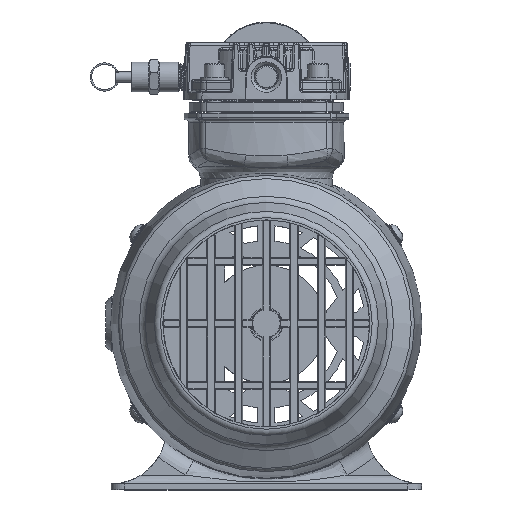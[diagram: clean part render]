
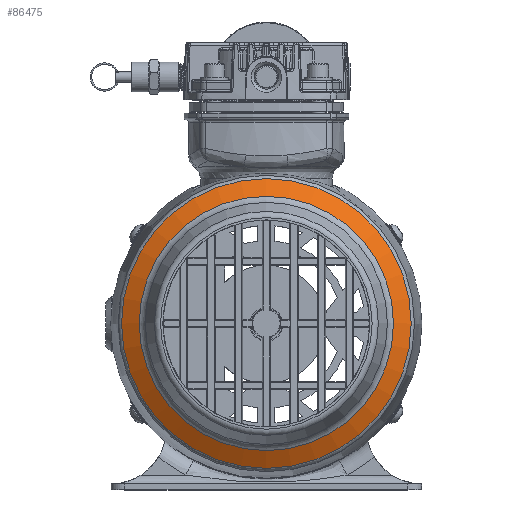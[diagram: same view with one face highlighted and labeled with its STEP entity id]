
A CAD part, top view. The second image highlights one B-rep face of the part: STEP entity #86475.
In plain terms, the highlighted conical face has half-angle 60 degrees and reference radius 66.642 mm.
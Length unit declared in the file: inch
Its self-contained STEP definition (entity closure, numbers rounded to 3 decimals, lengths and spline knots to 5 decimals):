
#2237 = DIRECTION ( 'NONE',  ( 0., 0., -1. ) ) ;
#4760 = CONICAL_SURFACE ( 'NONE', #49875, 2.62371, 1.047 ) ;
#7059 = CARTESIAN_POINT ( 'NONE',  ( 0., 0., 7.03076 ) ) ;
#7727 = CARTESIAN_POINT ( 'NONE',  ( 0., 0., 7.03076 ) ) ;
#19995 = VERTEX_POINT ( 'NONE', #86225 ) ;
#23368 = DIRECTION ( 'NONE',  ( 0., 0., -1. ) ) ;
#29397 = EDGE_LOOP ( 'NONE', ( #74171 ) ) ;
#31093 = FACE_OUTER_BOUND ( 'NONE', #29397, .T. ) ;
#49875 = AXIS2_PLACEMENT_3D ( 'NONE', #7727, #2237, #66851 ) ;
#50884 = CIRCLE ( 'NONE', #83786, 2.62371 ) ;
#51368 = DIRECTION ( 'NONE',  ( -1., 0., 0. ) ) ;
#59505 = CARTESIAN_POINT ( 'NONE',  ( 0., 0., 7.21589 ) ) ;
#59945 = EDGE_LOOP ( 'NONE', ( #74016 ) ) ;
#63005 = CARTESIAN_POINT ( 'NONE',  ( -2.62371, 0., 7.03076 ) ) ;
#65355 = AXIS2_PLACEMENT_3D ( 'NONE', #59505, #92597, #51368 ) ;
#66156 = EDGE_CURVE ( 'NONE', #80332, #80332, #50884, .T. ) ;
#66851 = DIRECTION ( 'NONE',  ( -1., 0., 0. ) ) ;
#74016 = ORIENTED_EDGE ( 'NONE', *, *, #104081, .T. ) ;
#74171 = ORIENTED_EDGE ( 'NONE', *, *, #66156, .F. ) ;
#80332 = VERTEX_POINT ( 'NONE', #63005 ) ;
#82076 = FACE_BOUND ( 'NONE', #59945, .T. ) ;
#83786 = AXIS2_PLACEMENT_3D ( 'NONE', #7059, #23368, #87975 ) ;
#86225 = CARTESIAN_POINT ( 'NONE',  ( -2.30305, 0., 7.21589 ) ) ;
#86475 = ADVANCED_FACE ( 'NONE', ( #31093, #82076 ), #4760, .T. ) ;
#87975 = DIRECTION ( 'NONE',  ( -1., 0., 0. ) ) ;
#92597 = DIRECTION ( 'NONE',  ( 0., 0., -1. ) ) ;
#96572 = CIRCLE ( 'NONE', #65355, 2.30305 ) ;
#104081 = EDGE_CURVE ( 'NONE', #19995, #19995, #96572, .T. ) ;
